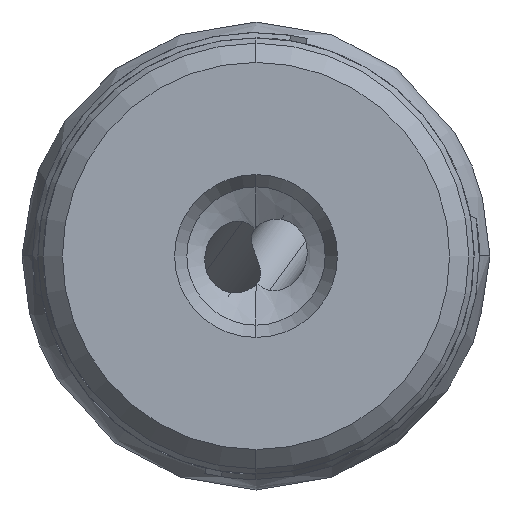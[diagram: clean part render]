
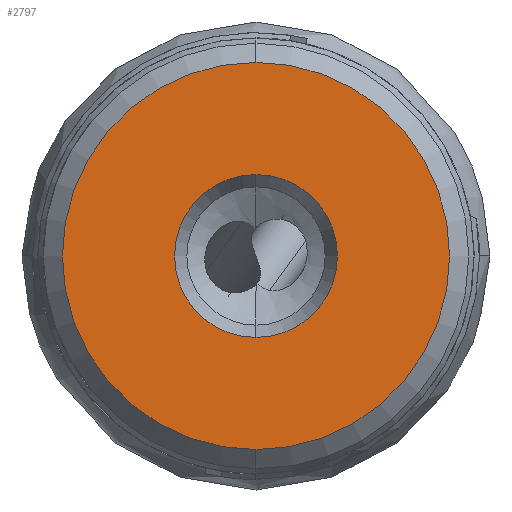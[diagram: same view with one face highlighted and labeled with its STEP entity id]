
A CAD part, left-side view. The second image highlights one B-rep face of the part: STEP entity #2797.
In plain terms, the highlighted planar face has unit normal (-1, 0, 0).
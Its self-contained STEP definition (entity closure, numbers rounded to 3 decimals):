
#84 = CARTESIAN_POINT ( 'NONE',  ( -134.8, 0., 0. ) ) ;
#85 = DIRECTION ( 'NONE',  ( 1., 0., 0. ) ) ;
#86 = DIRECTION ( 'NONE',  ( 0., 0., -1. ) ) ;
#180 = CARTESIAN_POINT ( 'NONE',  ( -134.8, 0., -9.1 ) ) ;
#223 = CARTESIAN_POINT ( 'NONE',  ( -134.8, 0., 3.827 ) ) ;
#229 = CARTESIAN_POINT ( 'NONE',  ( -134.8, 0., 9.1 ) ) ;
#230 = CARTESIAN_POINT ( 'NONE',  ( -134.8, 0., -3.827 ) ) ;
#311 = DIRECTION ( 'NONE',  ( -1., 0., 0. ) ) ;
#314 = CARTESIAN_POINT ( 'NONE',  ( -134.8, 0., 0. ) ) ;
#316 = PLANE ( 'NONE',  #3581 ) ;
#318 = DIRECTION ( 'NONE',  ( 0., 0., 1. ) ) ;
#398 = DIRECTION ( 'NONE',  ( 0., 0., -1. ) ) ;
#447 = CARTESIAN_POINT ( 'NONE',  ( -134.8, 0., 0. ) ) ;
#462 = DIRECTION ( 'NONE',  ( 1., 0., 0. ) ) ;
#524 = CIRCLE ( 'NONE', #606, 3.827 ) ;
#574 = EDGE_CURVE ( 'NONE', #2696, #2556, #2709, .T. ) ;
#606 = AXIS2_PLACEMENT_3D ( 'NONE', #1246, #1248, #1250 ) ;
#621 = AXIS2_PLACEMENT_3D ( 'NONE', #1526, #1527, #1528 ) ;
#1246 = CARTESIAN_POINT ( 'NONE',  ( -134.8, 0., 0. ) ) ;
#1248 = DIRECTION ( 'NONE',  ( 1., 0., 0. ) ) ;
#1250 = DIRECTION ( 'NONE',  ( 0., 0., -1. ) ) ;
#1526 = CARTESIAN_POINT ( 'NONE',  ( -134.8, 0., 0. ) ) ;
#1527 = DIRECTION ( 'NONE',  ( 1., 0., 0. ) ) ;
#1528 = DIRECTION ( 'NONE',  ( 0., 0., -1. ) ) ;
#1604 = EDGE_CURVE ( 'NONE', #2697, #2690, #2748, .T. ) ;
#1635 = CIRCLE ( 'NONE', #621, 9.1 ) ;
#1656 = ORIENTED_EDGE ( 'NONE', *, *, #3500, .T. ) ;
#1662 = ORIENTED_EDGE ( 'NONE', *, *, #1604, .T. ) ;
#1749 = ORIENTED_EDGE ( 'NONE', *, *, #574, .F. ) ;
#1796 = ORIENTED_EDGE ( 'NONE', *, *, #3761, .F. ) ;
#2317 = EDGE_LOOP ( 'NONE', ( #1796, #1749 ) ) ;
#2435 = EDGE_LOOP ( 'NONE', ( #1656, #1662 ) ) ;
#2556 = VERTEX_POINT ( 'NONE', #180 ) ;
#2690 = VERTEX_POINT ( 'NONE', #223 ) ;
#2696 = VERTEX_POINT ( 'NONE', #229 ) ;
#2697 = VERTEX_POINT ( 'NONE', #230 ) ;
#2709 = CIRCLE ( 'NONE', #3541, 9.1 ) ;
#2748 = CIRCLE ( 'NONE', #3559, 3.827 ) ;
#2797 = ADVANCED_FACE ( 'NONE', ( #3677, #3654 ), #316, .T. ) ;
#3500 = EDGE_CURVE ( 'NONE', #2690, #2697, #524, .T. ) ;
#3541 = AXIS2_PLACEMENT_3D ( 'NONE', #447, #462, #398 ) ;
#3559 = AXIS2_PLACEMENT_3D ( 'NONE', #84, #85, #86 ) ;
#3581 = AXIS2_PLACEMENT_3D ( 'NONE', #314, #311, #318 ) ;
#3654 = FACE_OUTER_BOUND ( 'NONE', #2317, .T. ) ;
#3677 = FACE_BOUND ( 'NONE', #2435, .T. ) ;
#3761 = EDGE_CURVE ( 'NONE', #2556, #2696, #1635, .T. ) ;
